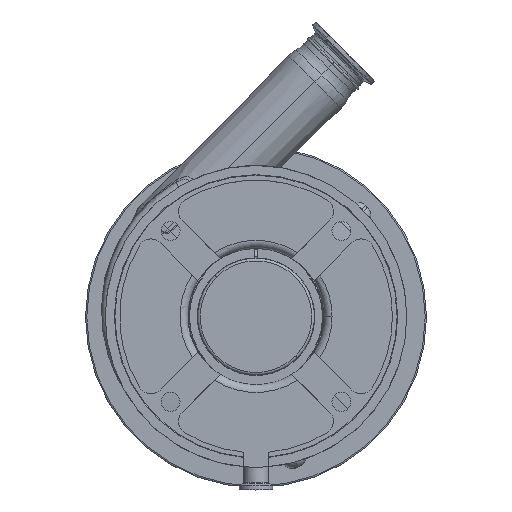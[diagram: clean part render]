
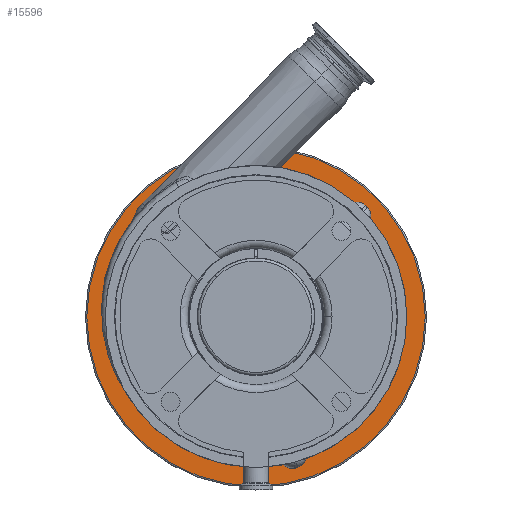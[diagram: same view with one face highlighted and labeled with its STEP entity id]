
A CAD part, top view. The second image highlights one B-rep face of the part: STEP entity #15596.
In plain terms, the highlighted planar face has unit normal (0, 0, 1).
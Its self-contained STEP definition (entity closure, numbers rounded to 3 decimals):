
#13 = DIRECTION ( 'NONE',  ( -1., 0., 0. ) ) ;
#94 = DIRECTION ( 'NONE',  ( 1., 0., 0. ) ) ;
#282 = EDGE_CURVE ( 'NONE', #12223, #16988, #9672, .T. ) ;
#521 = EDGE_CURVE ( 'NONE', #19256, #3210, #7093, .T. ) ;
#803 = EDGE_CURVE ( 'NONE', #3210, #19256, #2874, .T. ) ;
#918 = AXIS2_PLACEMENT_3D ( 'NONE', #1237, #14648, #10344 ) ;
#1090 = DIRECTION ( 'NONE',  ( 0., 0., 1. ) ) ;
#1149 = CARTESIAN_POINT ( 'NONE',  ( 70.004, 84.146, -58.5 ) ) ;
#1237 = CARTESIAN_POINT ( 'NONE',  ( 28.211, -105.286, -58.5 ) ) ;
#1338 = CARTESIAN_POINT ( 'NONE',  ( -68.589, 68.589, -58.5 ) ) ;
#1767 = CARTESIAN_POINT ( 'NONE',  ( -112.357, 35.282, -58.5 ) ) ;
#2252 = AXIS2_PLACEMENT_3D ( 'NONE', #17591, #1090, #4029 ) ;
#2613 = CIRCLE ( 'NONE', #15781, 129. ) ;
#2745 = EDGE_LOOP ( 'NONE', ( #7388, #11312 ) ) ;
#2874 = CIRCLE ( 'NONE', #918, 10. ) ;
#2907 = DIRECTION ( 'NONE',  ( 0., 0., 1. ) ) ;
#3044 = CARTESIAN_POINT ( 'NONE',  ( 77.075, 77.075, -58.5 ) ) ;
#3210 = VERTEX_POINT ( 'NONE', #3765 ) ;
#3239 = CARTESIAN_POINT ( 'NONE',  ( -129., 0., -58.5 ) ) ;
#3465 = DIRECTION ( 'NONE',  ( -1., 0., 0. ) ) ;
#3493 = EDGE_CURVE ( 'NONE', #16988, #12223, #2613, .T. ) ;
#3517 = CARTESIAN_POINT ( 'NONE',  ( 21.14, -98.215, -58.5 ) ) ;
#3765 = CARTESIAN_POINT ( 'NONE',  ( 35.282, -112.357, -58.5 ) ) ;
#3967 = FACE_BOUND ( 'NONE', #2745, .T. ) ;
#4029 = DIRECTION ( 'NONE',  ( 1., 0., 0. ) ) ;
#4069 = FACE_BOUND ( 'NONE', #8232, .T. ) ;
#4829 = ORIENTED_EDGE ( 'NONE', *, *, #282, .T. ) ;
#4883 = DIRECTION ( 'NONE',  ( 0., 0., 1. ) ) ;
#4928 = DIRECTION ( 'NONE',  ( 0., 0., 1. ) ) ;
#5072 = ORIENTED_EDGE ( 'NONE', *, *, #16141, .F. ) ;
#5297 = CARTESIAN_POINT ( 'NONE',  ( -98.215, 21.14, -58.5 ) ) ;
#5723 = AXIS2_PLACEMENT_3D ( 'NONE', #8406, #4883, #3465 ) ;
#5900 = FACE_BOUND ( 'NONE', #12748, .T. ) ;
#6356 = EDGE_CURVE ( 'NONE', #15484, #6817, #8187, .T. ) ;
#6456 = CARTESIAN_POINT ( 'NONE',  ( 0., 0., -58.5 ) ) ;
#6463 = CARTESIAN_POINT ( 'NONE',  ( 0., 0., -58.5 ) ) ;
#6754 = DIRECTION ( 'NONE',  ( 0., 0., 1. ) ) ;
#6817 = VERTEX_POINT ( 'NONE', #1767 ) ;
#6835 = DIRECTION ( 'NONE',  ( -1., 0., 0. ) ) ;
#7093 = CIRCLE ( 'NONE', #7746, 10. ) ;
#7314 = DIRECTION ( 'NONE',  ( 0., 0., -1. ) ) ;
#7388 = ORIENTED_EDGE ( 'NONE', *, *, #803, .F. ) ;
#7483 = DIRECTION ( 'NONE',  ( 0., 0., 1. ) ) ;
#7746 = AXIS2_PLACEMENT_3D ( 'NONE', #8268, #6754, #15600 ) ;
#8187 = CIRCLE ( 'NONE', #18398, 10. ) ;
#8232 = EDGE_LOOP ( 'NONE', ( #16020, #13114 ) ) ;
#8268 = CARTESIAN_POINT ( 'NONE',  ( 28.211, -105.286, -58.5 ) ) ;
#8406 = CARTESIAN_POINT ( 'NONE',  ( -105.286, 28.211, -58.5 ) ) ;
#8567 = AXIS2_PLACEMENT_3D ( 'NONE', #14386, #4928, #19058 ) ;
#8721 = PLANE ( 'NONE',  #8880 ) ;
#8880 = AXIS2_PLACEMENT_3D ( 'NONE', #19741, #7314, #19529 ) ;
#8953 = CIRCLE ( 'NONE', #5723, 10. ) ;
#9559 = AXIS2_PLACEMENT_3D ( 'NONE', #6456, #16167, #6835 ) ;
#9619 = VERTEX_POINT ( 'NONE', #14033 ) ;
#9672 = CIRCLE ( 'NONE', #2252, 129. ) ;
#10063 = EDGE_CURVE ( 'NONE', #9619, #15712, #11750, .T. ) ;
#10344 = DIRECTION ( 'NONE',  ( -1., 0., 0. ) ) ;
#10380 = DIRECTION ( 'NONE',  ( -1., 0., 0. ) ) ;
#11312 = ORIENTED_EDGE ( 'NONE', *, *, #521, .F. ) ;
#11314 = EDGE_CURVE ( 'NONE', #6817, #15484, #8953, .T. ) ;
#11750 = CIRCLE ( 'NONE', #18784, 97. ) ;
#12110 = CIRCLE ( 'NONE', #9559, 97. ) ;
#12223 = VERTEX_POINT ( 'NONE', #15425 ) ;
#12518 = DIRECTION ( 'NONE',  ( 0., 0., 1. ) ) ;
#12748 = EDGE_LOOP ( 'NONE', ( #16484, #12842 ) ) ;
#12772 = AXIS2_PLACEMENT_3D ( 'NONE', #3044, #12518, #13 ) ;
#12842 = ORIENTED_EDGE ( 'NONE', *, *, #16967, .F. ) ;
#13114 = ORIENTED_EDGE ( 'NONE', *, *, #11314, .F. ) ;
#13387 = CARTESIAN_POINT ( 'NONE',  ( 0., 0., -58.5 ) ) ;
#13908 = DIRECTION ( 'NONE',  ( -1., 0., 0. ) ) ;
#13991 = VERTEX_POINT ( 'NONE', #1149 ) ;
#14033 = CARTESIAN_POINT ( 'NONE',  ( 68.589, -68.589, -58.5 ) ) ;
#14365 = CIRCLE ( 'NONE', #12772, 10. ) ;
#14386 = CARTESIAN_POINT ( 'NONE',  ( 77.075, 77.075, -58.5 ) ) ;
#14426 = ORIENTED_EDGE ( 'NONE', *, *, #10063, .F. ) ;
#14648 = DIRECTION ( 'NONE',  ( 0., 0., 1. ) ) ;
#14836 = FACE_OUTER_BOUND ( 'NONE', #15171, .T. ) ;
#15143 = FACE_BOUND ( 'NONE', #19294, .T. ) ;
#15171 = EDGE_LOOP ( 'NONE', ( #4829, #18030 ) ) ;
#15313 = CARTESIAN_POINT ( 'NONE',  ( -105.286, 28.211, -58.5 ) ) ;
#15425 = CARTESIAN_POINT ( 'NONE',  ( 129., 0., -58.5 ) ) ;
#15484 = VERTEX_POINT ( 'NONE', #5297 ) ;
#15596 = ADVANCED_FACE ( 'NONE', ( #4069, #3967, #5900, #15143, #14836 ), #8721, .F. ) ;
#15600 = DIRECTION ( 'NONE',  ( -1., 0., 0. ) ) ;
#15712 = VERTEX_POINT ( 'NONE', #1338 ) ;
#15781 = AXIS2_PLACEMENT_3D ( 'NONE', #6463, #17282, #94 ) ;
#16020 = ORIENTED_EDGE ( 'NONE', *, *, #6356, .F. ) ;
#16141 = EDGE_CURVE ( 'NONE', #15712, #9619, #12110, .T. ) ;
#16167 = DIRECTION ( 'NONE',  ( 0., 0., 1. ) ) ;
#16484 = ORIENTED_EDGE ( 'NONE', *, *, #18262, .F. ) ;
#16967 = EDGE_CURVE ( 'NONE', #13991, #19578, #14365, .T. ) ;
#16988 = VERTEX_POINT ( 'NONE', #3239 ) ;
#17282 = DIRECTION ( 'NONE',  ( 0., 0., 1. ) ) ;
#17591 = CARTESIAN_POINT ( 'NONE',  ( 0., 0., -58.5 ) ) ;
#18030 = ORIENTED_EDGE ( 'NONE', *, *, #3493, .T. ) ;
#18262 = EDGE_CURVE ( 'NONE', #19578, #13991, #18796, .T. ) ;
#18398 = AXIS2_PLACEMENT_3D ( 'NONE', #15313, #7483, #13908 ) ;
#18784 = AXIS2_PLACEMENT_3D ( 'NONE', #13387, #2907, #10380 ) ;
#18796 = CIRCLE ( 'NONE', #8567, 10. ) ;
#18850 = CARTESIAN_POINT ( 'NONE',  ( 84.146, 70.004, -58.5 ) ) ;
#19058 = DIRECTION ( 'NONE',  ( -1., 0., 0. ) ) ;
#19256 = VERTEX_POINT ( 'NONE', #3517 ) ;
#19294 = EDGE_LOOP ( 'NONE', ( #14426, #5072 ) ) ;
#19529 = DIRECTION ( 'NONE',  ( -1., 0., 0. ) ) ;
#19578 = VERTEX_POINT ( 'NONE', #18850 ) ;
#19741 = CARTESIAN_POINT ( 'NONE',  ( 0., 64.295, -58.5 ) ) ;
